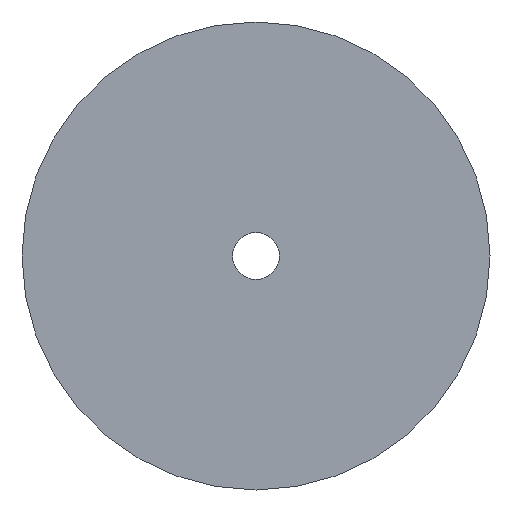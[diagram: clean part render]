
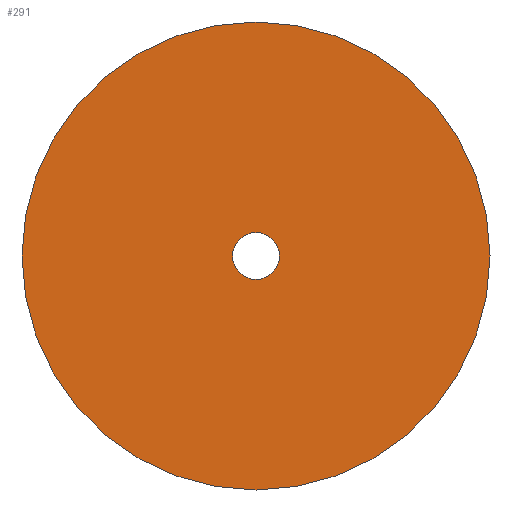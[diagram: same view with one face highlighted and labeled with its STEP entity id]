
A CAD part, front view. The second image highlights one B-rep face of the part: STEP entity #291.
In plain terms, the highlighted planar face has unit normal (0, -1, 0).
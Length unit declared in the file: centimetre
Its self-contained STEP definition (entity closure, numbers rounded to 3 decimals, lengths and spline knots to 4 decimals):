
#21 = ORIENTED_EDGE ( 'NONE', *, *, #165, .F. ) ;
#34 = PLANE ( 'NONE',  #215 ) ;
#40 = EDGE_LOOP ( 'NONE', ( #403, #21 ) ) ;
#60 = EDGE_LOOP ( 'NONE', ( #172, #278 ) ) ;
#66 = CIRCLE ( 'NONE', #139, 0.8 ) ;
#69 = CARTESIAN_POINT ( 'NONE',  ( 0., 0., -0.8 ) ) ;
#70 = CARTESIAN_POINT ( 'NONE',  ( 0., 0., 0. ) ) ;
#73 = AXIS2_PLACEMENT_3D ( 'NONE', #382, #103, #196 ) ;
#81 = DIRECTION ( 'NONE',  ( 0., 1., 0. ) ) ;
#84 = CARTESIAN_POINT ( 'NONE',  ( 0., 0., 0. ) ) ;
#97 = DIRECTION ( 'NONE',  ( 0., -1., 0. ) ) ;
#101 = FACE_BOUND ( 'NONE', #40, .T. ) ;
#103 = DIRECTION ( 'NONE',  ( 0., 1., 0. ) ) ;
#123 = VERTEX_POINT ( 'NONE', #210 ) ;
#139 = AXIS2_PLACEMENT_3D ( 'NONE', #84, #81, #401 ) ;
#149 = CIRCLE ( 'NONE', #73, 0.8 ) ;
#153 = EDGE_CURVE ( 'NONE', #178, #298, #66, .T. ) ;
#161 = DIRECTION ( 'NONE',  ( 0., 0., -1. ) ) ;
#165 = EDGE_CURVE ( 'NONE', #123, #222, #264, .T. ) ;
#172 = ORIENTED_EDGE ( 'NONE', *, *, #348, .F. ) ;
#178 = VERTEX_POINT ( 'NONE', #245 ) ;
#179 = AXIS2_PLACEMENT_3D ( 'NONE', #391, #393, #396 ) ;
#193 = CARTESIAN_POINT ( 'NONE',  ( 0., 0., 0. ) ) ;
#196 = DIRECTION ( 'NONE',  ( 0., 0., 1. ) ) ;
#202 = CIRCLE ( 'NONE', #406, 0.08 ) ;
#210 = CARTESIAN_POINT ( 'NONE',  ( 0., 0., 0.08 ) ) ;
#215 = AXIS2_PLACEMENT_3D ( 'NONE', #70, #229, #262 ) ;
#222 = VERTEX_POINT ( 'NONE', #319 ) ;
#229 = DIRECTION ( 'NONE',  ( 0., 1., 0. ) ) ;
#245 = CARTESIAN_POINT ( 'NONE',  ( 0., 0., 0.8 ) ) ;
#247 = EDGE_CURVE ( 'NONE', #222, #123, #202, .T. ) ;
#262 = DIRECTION ( 'NONE',  ( 0., 0., 1. ) ) ;
#264 = CIRCLE ( 'NONE', #179, 0.08 ) ;
#278 = ORIENTED_EDGE ( 'NONE', *, *, #153, .F. ) ;
#291 = ADVANCED_FACE ( 'NONE', ( #101, #317 ), #34, .F. ) ;
#298 = VERTEX_POINT ( 'NONE', #69 ) ;
#317 = FACE_OUTER_BOUND ( 'NONE', #60, .T. ) ;
#319 = CARTESIAN_POINT ( 'NONE',  ( 0., 0., -0.08 ) ) ;
#348 = EDGE_CURVE ( 'NONE', #298, #178, #149, .T. ) ;
#382 = CARTESIAN_POINT ( 'NONE',  ( 0., 0., 0. ) ) ;
#391 = CARTESIAN_POINT ( 'NONE',  ( 0., 0., 0. ) ) ;
#393 = DIRECTION ( 'NONE',  ( 0., -1., 0. ) ) ;
#396 = DIRECTION ( 'NONE',  ( 0., 0., -1. ) ) ;
#401 = DIRECTION ( 'NONE',  ( 0., 0., 1. ) ) ;
#403 = ORIENTED_EDGE ( 'NONE', *, *, #247, .F. ) ;
#406 = AXIS2_PLACEMENT_3D ( 'NONE', #193, #97, #161 ) ;
